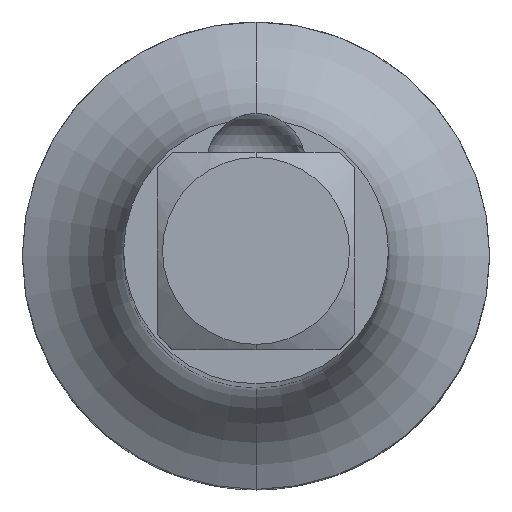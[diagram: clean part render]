
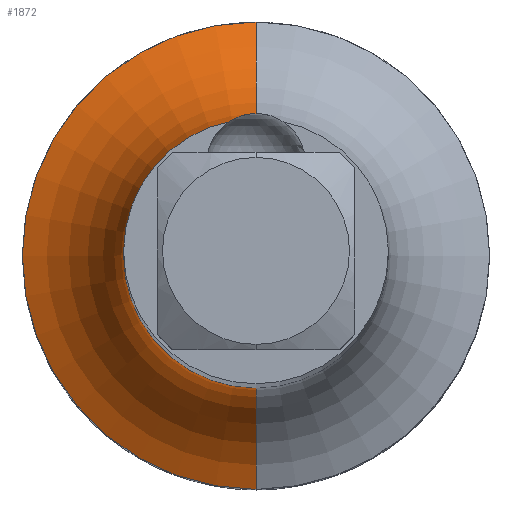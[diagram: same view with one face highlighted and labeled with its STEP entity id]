
A CAD part, top view. The second image highlights one B-rep face of the part: STEP entity #1872.
In plain terms, the highlighted toroidal (fillet/blend) face has major radius 18.5 mm and minor radius 10 mm.
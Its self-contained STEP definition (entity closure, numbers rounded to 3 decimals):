
#334=CARTESIAN_POINT('',(0.,0.,34.367));
#335=DIRECTION('',(0.,0.,1.));
#336=DIRECTION('',(0.,1.,0.));
#337=AXIS2_PLACEMENT_3D('',#334,#335,#336);
#350=CARTESIAN_POINT('',(0.,-18.5,34.367));
#351=DIRECTION('',(1.,0.,0.));
#352=DIRECTION('',(0.,0.35,-0.937));
#353=AXIS2_PLACEMENT_3D('',#350,#351,#352);
#358=CARTESIAN_POINT('',(0.,0.,25.));
#359=DIRECTION('',(0.,0.,1.));
#360=DIRECTION('',(0.,1.,0.));
#361=AXIS2_PLACEMENT_3D('',#358,#359,#360);
#366=CARTESIAN_POINT('',(0.,18.5,34.367));
#367=DIRECTION('',(-1.,0.,0.));
#368=DIRECTION('',(0.,-0.35,-0.937));
#369=AXIS2_PLACEMENT_3D('',#366,#367,#368);
#1614=CARTESIAN_POINT('',(0.,15.,25.));
#1615=CARTESIAN_POINT('',(0.,-15.,25.));
#1616=VERTEX_POINT('',#1614);
#1617=VERTEX_POINT('',#1615);
#1626=CARTESIAN_POINT('',(0.,8.5,34.367));
#1627=CARTESIAN_POINT('',(0.,-8.5,34.367));
#1628=VERTEX_POINT('',#1626);
#1629=VERTEX_POINT('',#1627);
#1858=CARTESIAN_POINT('',(0.,0.,34.367));
#1859=DIRECTION('',(0.,0.,-1.));
#1860=DIRECTION('',(0.,-1.,0.));
#1861=AXIS2_PLACEMENT_3D('',#1858,#1859,#1860);
#1862=TOROIDAL_SURFACE('',#1861,18.5,10.);
#1863=ORIENTED_EDGE('',*,*,#1848,.T.);
#1865=ORIENTED_EDGE('',*,*,#1864,.F.);
#1867=ORIENTED_EDGE('',*,*,#1866,.F.);
#1869=ORIENTED_EDGE('',*,*,#1868,.T.);
#1870=EDGE_LOOP('',(#1863,#1865,#1867,#1869));
#1871=FACE_OUTER_BOUND('',#1870,.F.);
#1872=ADVANCED_FACE('',(#1871),#1862,.F.);
#338=CIRCLE('',#337,8.5);
#354=CIRCLE('',#353,10.);
#362=CIRCLE('',#361,15.);
#370=CIRCLE('',#369,10.);
#1848=EDGE_CURVE('',#1628,#1629,#338,.T.);
#1864=EDGE_CURVE('',#1617,#1629,#354,.T.);
#1866=EDGE_CURVE('',#1616,#1617,#362,.T.);
#1868=EDGE_CURVE('',#1616,#1628,#370,.T.);
